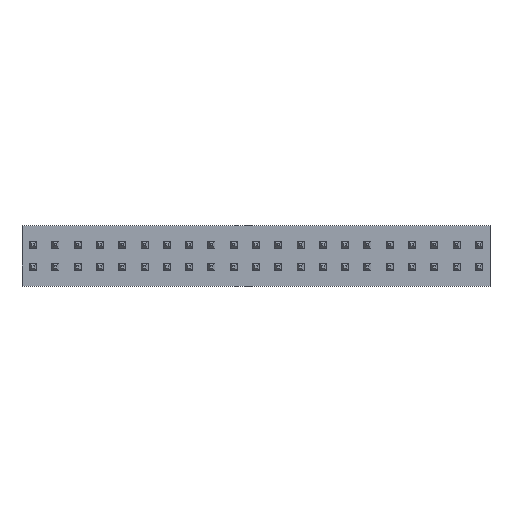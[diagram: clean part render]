
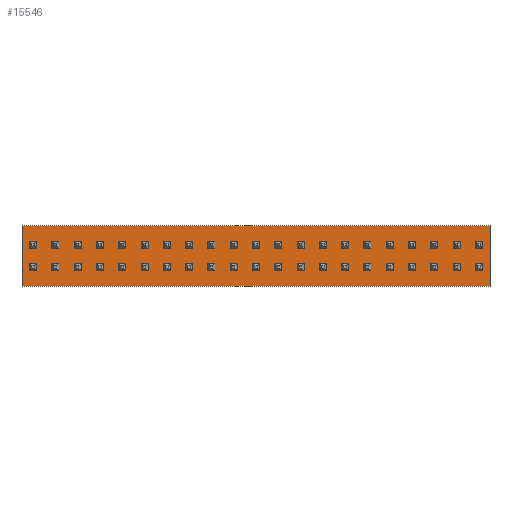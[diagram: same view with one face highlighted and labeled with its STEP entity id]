
A CAD part, top view. The second image highlights one B-rep face of the part: STEP entity #15546.
In plain terms, the highlighted face is planar.
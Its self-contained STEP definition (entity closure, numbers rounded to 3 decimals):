
#15414 = EDGE_CURVE('',#15415,#15417,#15419,.T.);
#15415 = VERTEX_POINT('',#15416);
#15416 = CARTESIAN_POINT('',(-13.335,1.778,-1.715));
#15417 = VERTEX_POINT('',#15418);
#15418 = CARTESIAN_POINT('',(-13.335,1.778,1.715));
#15419 = LINE('',#15420,#15421);
#15420 = CARTESIAN_POINT('',(-13.335,1.778,-1.715));
#15421 = VECTOR('',#15422,1.);
#15422 = DIRECTION('',(0.,0.,1.));
#15454 = EDGE_CURVE('',#15417,#15455,#15457,.T.);
#15455 = VERTEX_POINT('',#15456);
#15456 = CARTESIAN_POINT('',(13.335,1.778,1.715));
#15457 = LINE('',#15458,#15459);
#15458 = CARTESIAN_POINT('',(-13.335,1.778,1.715));
#15459 = VECTOR('',#15460,1.);
#15460 = DIRECTION('',(1.,0.,0.));
#15485 = EDGE_CURVE('',#15455,#15486,#15488,.T.);
#15486 = VERTEX_POINT('',#15487);
#15487 = CARTESIAN_POINT('',(13.335,1.778,-1.715));
#15488 = LINE('',#15489,#15490);
#15489 = CARTESIAN_POINT('',(13.335,1.778,1.715));
#15490 = VECTOR('',#15491,1.);
#15491 = DIRECTION('',(0.,0.,-1.));
#15516 = EDGE_CURVE('',#15486,#15415,#15517,.T.);
#15517 = LINE('',#15518,#15519);
#15518 = CARTESIAN_POINT('',(13.335,1.778,-1.715));
#15519 = VECTOR('',#15520,1.);
#15520 = DIRECTION('',(-1.,0.,0.));
#15546 = ADVANCED_FACE('',(#15547),#15553,.T.);
#15547 = FACE_BOUND('',#15548,.T.);
#15548 = EDGE_LOOP('',(#15549,#15550,#15551,#15552));
#15549 = ORIENTED_EDGE('',*,*,#15414,.T.);
#15550 = ORIENTED_EDGE('',*,*,#15454,.T.);
#15551 = ORIENTED_EDGE('',*,*,#15485,.T.);
#15552 = ORIENTED_EDGE('',*,*,#15516,.T.);
#15553 = PLANE('',#15554);
#15554 = AXIS2_PLACEMENT_3D('',#15555,#15556,#15557);
#15555 = CARTESIAN_POINT('',(0.,1.778,0.));
#15556 = DIRECTION('',(0.,1.,0.));
#15557 = DIRECTION('',(0.,-0.,1.));
